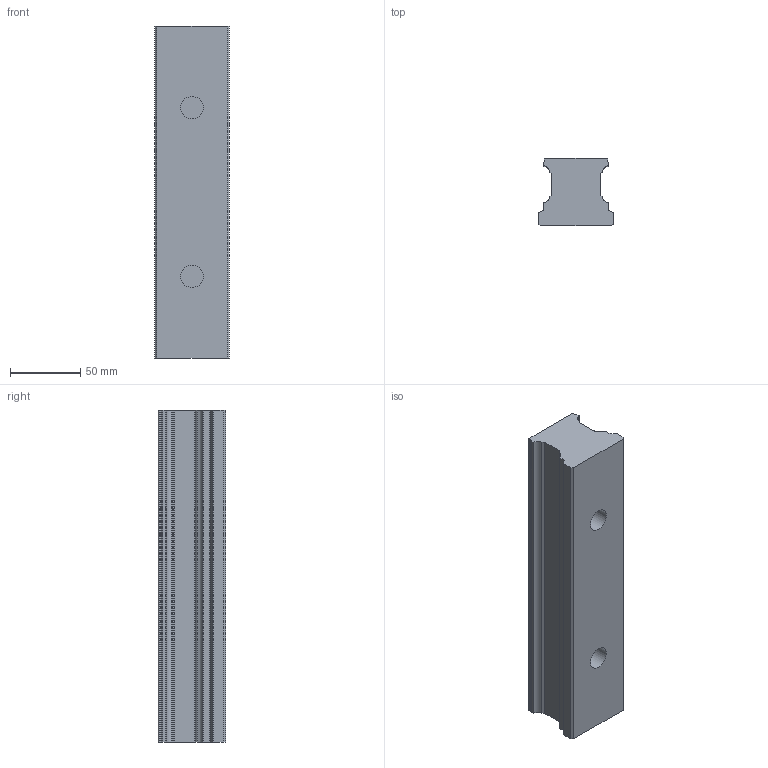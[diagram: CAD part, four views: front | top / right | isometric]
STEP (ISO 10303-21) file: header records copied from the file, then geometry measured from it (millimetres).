
FILE_DESCRIPTION (( 'STEP AP214' ), '1' );
FILE_NAME ('Rexroth-Ball-Rail-R160550431-236-58.step', '2020-07-02T10:06:25', ( '' ), ( '' ), 'SwSTEP 2.0', 'SolidWorks 2010', '' );
FILE_SCHEMA (( 'AUTOMOTIVE_DESIGN' ));
Length unit declared in the file: millimetre
Products named in the file (3): Rexroth-Ball-Rail-R160550431-236-58_Rail-1605-55-Hole-Plug-BoschRexroth; Rexroth-Hole-Plug-1605-500-90_Hole-Plug-55-BoschRexroth; Rexroth-Ball-Rail-R160550431-236-58
Assembly tree (3 placements, depth 2):
  Rexroth-Ball-Rail-R160550431-236-58
    Rexroth-Ball-Rail-R160550431-236-58_Rail-1605-55-Hole-Plug-BoschRexroth
    Rexroth-Hole-Plug-1605-500-90_Hole-Plug-55-BoschRexroth  x2
Bounding box: 53 x 47.85 x 236 mm (x, y, z)
Volume: 449654.5 mm3; surface area: 60802.2 mm2
Topology: 3 solids, 3 shells, 70 faces, 178 edges, 118 vertices
Faces by surface type: cylinder 34, plane 32, cone 4
Full cylindrical faces by diameter (mm): 16 x2, 24 x4
Entity records: 2106 total; most frequent: DIRECTION 372, CARTESIAN_POINT 346, ORIENTED_EDGE 326, EDGE_CURVE 163, AXIS2_PLACEMENT_3D 139, VERTEX_POINT 113, LINE 94, VECTOR 94
